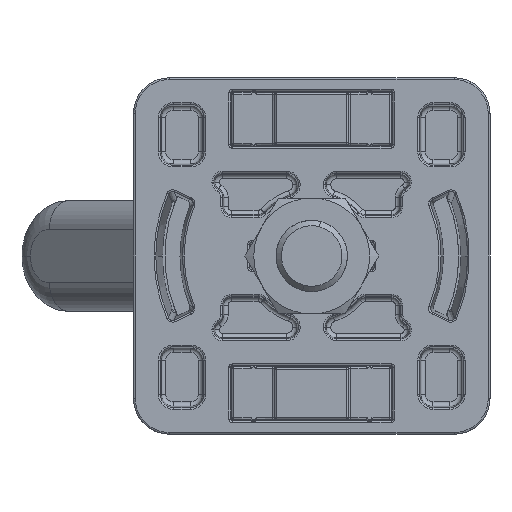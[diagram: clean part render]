
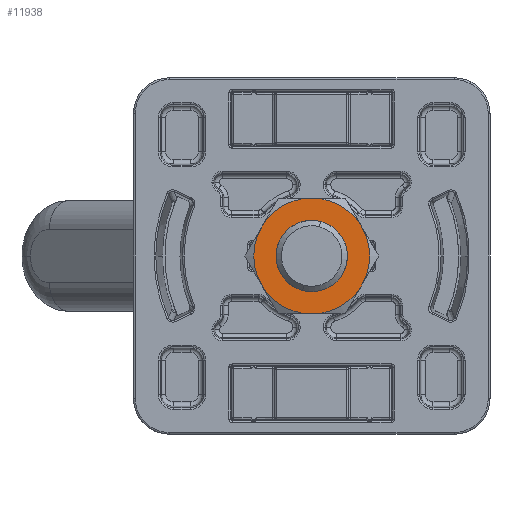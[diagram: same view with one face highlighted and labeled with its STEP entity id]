
A CAD part, left-side view. The second image highlights one B-rep face of the part: STEP entity #11938.
In plain terms, the highlighted planar face has unit normal (-1, 0, 0).
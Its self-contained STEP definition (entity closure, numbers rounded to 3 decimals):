
#165 = AXIS2_PLACEMENT_3D ( 'NONE', #20644, #10729, #37553 ) ;
#2253 = VERTEX_POINT ( 'NONE', #4443 ) ;
#2453 = ORIENTED_EDGE ( 'NONE', *, *, #11290, .F. ) ;
#3532 = EDGE_LOOP ( 'NONE', ( #39889, #11131, #29313, #30901, #24227, #6523 ) ) ;
#4032 = VERTEX_POINT ( 'NONE', #18783 ) ;
#4270 = EDGE_CURVE ( 'NONE', #32007, #22107, #26045, .T. ) ;
#4443 = CARTESIAN_POINT ( 'NONE',  ( -6.8, -5.629, -3.25 ) ) ;
#5918 = CIRCLE ( 'NONE', #165, 6.5 ) ;
#6342 = EDGE_CURVE ( 'NONE', #44591, #19180, #5918, .T. ) ;
#6523 = ORIENTED_EDGE ( 'NONE', *, *, #23038, .T. ) ;
#6537 = DIRECTION ( 'NONE',  ( -1., 0., 0. ) ) ;
#6541 = DIRECTION ( 'NONE',  ( -1., 0., 0. ) ) ;
#6616 = CIRCLE ( 'NONE', #14591, 6.5 ) ;
#7033 = CIRCLE ( 'NONE', #30067, 4. ) ;
#7299 = AXIS2_PLACEMENT_3D ( 'NONE', #9331, #30724, #26912 ) ;
#8861 = ORIENTED_EDGE ( 'NONE', *, *, #35858, .F. ) ;
#9331 = CARTESIAN_POINT ( 'NONE',  ( -6.8, 0., 0. ) ) ;
#9524 = EDGE_CURVE ( 'NONE', #22107, #2253, #21437, .T. ) ;
#10729 = DIRECTION ( 'NONE',  ( -1., 0., 0. ) ) ;
#11037 = CARTESIAN_POINT ( 'NONE',  ( -6.8, 0., 0. ) ) ;
#11131 = ORIENTED_EDGE ( 'NONE', *, *, #6342, .T. ) ;
#11139 = AXIS2_PLACEMENT_3D ( 'NONE', #12665, #6537, #20286 ) ;
#11290 = EDGE_CURVE ( 'NONE', #21825, #36965, #7033, .T. ) ;
#11938 = ADVANCED_FACE ( 'NONE', ( #36167, #38651 ), #25820, .T. ) ;
#12665 = CARTESIAN_POINT ( 'NONE',  ( -6.8, 0., 0. ) ) ;
#14591 = AXIS2_PLACEMENT_3D ( 'NONE', #16925, #6541, #44449 ) ;
#14992 = AXIS2_PLACEMENT_3D ( 'NONE', #35724, #25596, #39327 ) ;
#15677 = AXIS2_PLACEMENT_3D ( 'NONE', #43011, #33278, #33054 ) ;
#16925 = CARTESIAN_POINT ( 'NONE',  ( -6.8, 0., 0. ) ) ;
#18006 = DIRECTION ( 'NONE',  ( -1., 0., 0. ) ) ;
#18783 = CARTESIAN_POINT ( 'NONE',  ( -6.8, -5.629, 3.25 ) ) ;
#18909 = DIRECTION ( 'NONE',  ( 0., 0., 1. ) ) ;
#19180 = VERTEX_POINT ( 'NONE', #33777 ) ;
#19842 = DIRECTION ( 'NONE',  ( -1., 0., 0. ) ) ;
#20113 = EDGE_CURVE ( 'NONE', #19180, #32007, #6616, .T. ) ;
#20286 = DIRECTION ( 'NONE',  ( 0., 0., 1. ) ) ;
#20498 = CARTESIAN_POINT ( 'NONE',  ( -6.8, 0., 0. ) ) ;
#20644 = CARTESIAN_POINT ( 'NONE',  ( -6.8, 0., 0. ) ) ;
#21206 = CIRCLE ( 'NONE', #11139, 6.5 ) ;
#21437 = CIRCLE ( 'NONE', #15677, 6.5 ) ;
#21825 = VERTEX_POINT ( 'NONE', #26323 ) ;
#22107 = VERTEX_POINT ( 'NONE', #42749 ) ;
#23038 = EDGE_CURVE ( 'NONE', #2253, #4032, #21206, .T. ) ;
#23293 = EDGE_CURVE ( 'NONE', #4032, #44591, #24830, .T. ) ;
#23687 = DIRECTION ( 'NONE',  ( 0., 0., 1. ) ) ;
#24088 = AXIS2_PLACEMENT_3D ( 'NONE', #28641, #42399, #18909 ) ;
#24227 = ORIENTED_EDGE ( 'NONE', *, *, #9524, .T. ) ;
#24830 = CIRCLE ( 'NONE', #24088, 6.5 ) ;
#25596 = DIRECTION ( 'NONE',  ( -1., 0., 0. ) ) ;
#25820 = PLANE ( 'NONE',  #14992 ) ;
#26045 = CIRCLE ( 'NONE', #7299, 6.5 ) ;
#26323 = CARTESIAN_POINT ( 'NONE',  ( -6.8, 0., -4. ) ) ;
#26912 = DIRECTION ( 'NONE',  ( 0., 0., 1. ) ) ;
#27878 = CIRCLE ( 'NONE', #39382, 4. ) ;
#28641 = CARTESIAN_POINT ( 'NONE',  ( -6.8, 0., 0. ) ) ;
#29313 = ORIENTED_EDGE ( 'NONE', *, *, #20113, .T. ) ;
#30067 = AXIS2_PLACEMENT_3D ( 'NONE', #11037, #18006, #34930 ) ;
#30724 = DIRECTION ( 'NONE',  ( -1., 0., 0. ) ) ;
#30901 = ORIENTED_EDGE ( 'NONE', *, *, #4270, .T. ) ;
#32007 = VERTEX_POINT ( 'NONE', #42806 ) ;
#33054 = DIRECTION ( 'NONE',  ( 0., 0., 1. ) ) ;
#33278 = DIRECTION ( 'NONE',  ( -1., 0., 0. ) ) ;
#33777 = CARTESIAN_POINT ( 'NONE',  ( -6.8, 5.629, 3.25 ) ) ;
#34708 = CARTESIAN_POINT ( 'NONE',  ( -6.8, 0., 4. ) ) ;
#34930 = DIRECTION ( 'NONE',  ( 0., 0., 1. ) ) ;
#35724 = CARTESIAN_POINT ( 'NONE',  ( -6.8, 0., -13. ) ) ;
#35858 = EDGE_CURVE ( 'NONE', #36965, #21825, #27878, .T. ) ;
#36167 = FACE_BOUND ( 'NONE', #39771, .T. ) ;
#36965 = VERTEX_POINT ( 'NONE', #34708 ) ;
#37553 = DIRECTION ( 'NONE',  ( 0., 0., 1. ) ) ;
#38647 = CARTESIAN_POINT ( 'NONE',  ( -6.8, 0., 6.5 ) ) ;
#38651 = FACE_OUTER_BOUND ( 'NONE', #3532, .T. ) ;
#39327 = DIRECTION ( 'NONE',  ( 0., 0., 1. ) ) ;
#39382 = AXIS2_PLACEMENT_3D ( 'NONE', #20498, #19842, #23687 ) ;
#39771 = EDGE_LOOP ( 'NONE', ( #8861, #2453 ) ) ;
#39889 = ORIENTED_EDGE ( 'NONE', *, *, #23293, .T. ) ;
#42399 = DIRECTION ( 'NONE',  ( -1., 0., 0. ) ) ;
#42749 = CARTESIAN_POINT ( 'NONE',  ( -6.8, 0., -6.5 ) ) ;
#42806 = CARTESIAN_POINT ( 'NONE',  ( -6.8, 5.629, -3.25 ) ) ;
#43011 = CARTESIAN_POINT ( 'NONE',  ( -6.8, 0., 0. ) ) ;
#44449 = DIRECTION ( 'NONE',  ( 0., 0., 1. ) ) ;
#44591 = VERTEX_POINT ( 'NONE', #38647 ) ;
